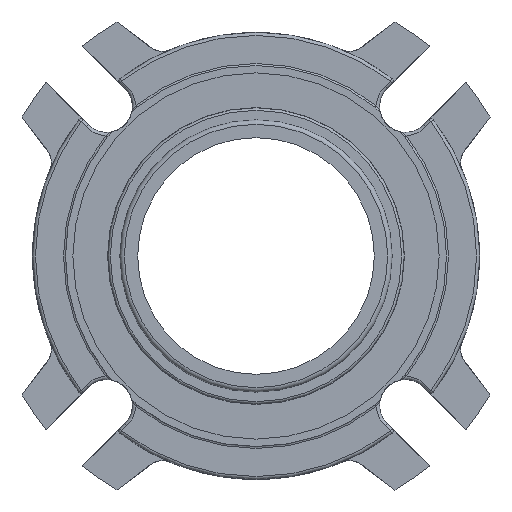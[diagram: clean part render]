
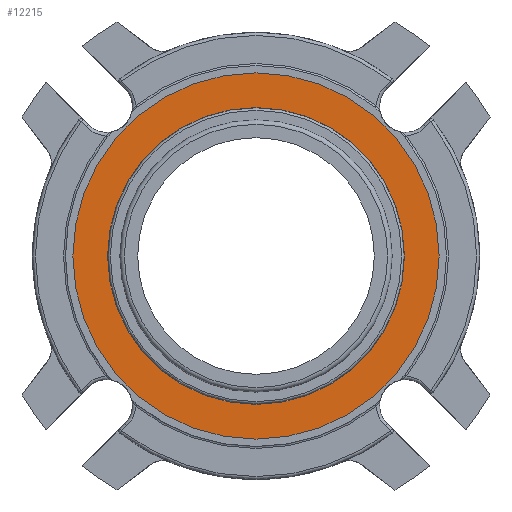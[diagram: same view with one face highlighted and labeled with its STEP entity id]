
A CAD part, left-side view. The second image highlights one B-rep face of the part: STEP entity #12215.
In plain terms, the highlighted planar face has unit normal (-1, 0, 0).
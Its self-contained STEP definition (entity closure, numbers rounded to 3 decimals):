
#1768=PLANE('',#13203);
#4303=ORIENTED_EDGE('',*,*,#5603,.F.);
#4304=ORIENTED_EDGE('',*,*,#5604,.T.);
#5603=EDGE_CURVE('',#6423,#6423,#6934,.T.);
#5604=EDGE_CURVE('',#6424,#6424,#6935,.F.);
#6423=VERTEX_POINT('',#19950);
#6424=VERTEX_POINT('',#19953);
#6934=CIRCLE('',#13202,61.913);
#6935=CIRCLE('',#13204,50.165);
#7508=EDGE_LOOP('',(#4303));
#7509=EDGE_LOOP('',(#4304));
#8101=FACE_BOUND('',#7508,.T.);
#8102=FACE_BOUND('',#7509,.T.);
#12215=ADVANCED_FACE('',(#8101,#8102),#1768,.T.);
#13202=AXIS2_PLACEMENT_3D('',#19949,#15666,#15667);
#13203=AXIS2_PLACEMENT_3D('',#19951,#15668,#15669);
#13204=AXIS2_PLACEMENT_3D('',#19952,#15670,#15671);
#15666=DIRECTION('',(1.,0.,0.));
#15667=DIRECTION('',(0.,0.,1.));
#15668=DIRECTION('',(-1.,0.,0.));
#15669=DIRECTION('',(0.,0.,-1.));
#15670=DIRECTION('',(-1.,0.,0.));
#15671=DIRECTION('',(0.,-1.,0.));
#19949=CARTESIAN_POINT('',(1.041,0.,0.));
#19950=CARTESIAN_POINT('',(1.041,0.,61.913));
#19951=CARTESIAN_POINT('',(1.041,0.,61.913));
#19952=CARTESIAN_POINT('',(1.041,0.,0.));
#19953=CARTESIAN_POINT('',(1.041,-50.165,0.));
